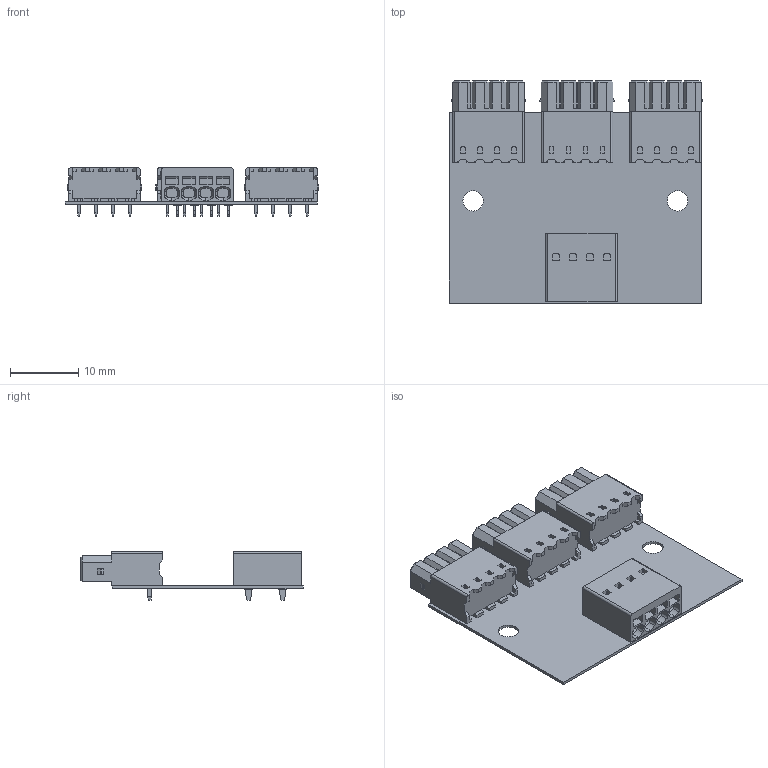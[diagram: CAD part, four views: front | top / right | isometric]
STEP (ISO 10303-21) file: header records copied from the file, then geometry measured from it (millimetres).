
FILE_DESCRIPTION(('Open CASCADE Model'),'2;1');
FILE_NAME('Open CASCADE Shape Model','2023-05-08T16:18:00',('Author'),( 'Open CASCADE'),'Open CASCADE STEP processor 7.5','Open CASCADE 7.5' ,'Unknown');
FILE_SCHEMA(('AUTOMOTIVE_DESIGN { 1 0 10303 214 1 1 1 1 }'));
Length unit declared in the file: millimetre
Products named in the file (9): PCB; Board; Open CASCADE STEP translator 7.5 2.1.1; J4; 1814511; J3; 1815002; J2; J1
Assembly tree (10 placements, depth 3):
  PCB
    Board
      Open CASCADE STEP translator 7.5 2.1.1
    J4
      1814511
    J3
      1815002
    J2
      1815002
    J1
      1815002
Bounding box: 37.2 x 32.6 x 7.1 mm (x, y, z)
Volume: 2477.1 mm3; surface area: 4219.9 mm2
Topology: 5 solids, 5 shells, 1268 faces, 3090 edges, 1902 vertices
Faces by surface type: plane 872, cylinder 268, cone 128
Full cylindrical faces by diameter (mm): 1 x12, 1.2 x8, 3 x2
Entity records: 24166 total; most frequent: CARTESIAN_POINT 3879, DIRECTION 3332, ORIENTED_EDGE 3196, EDGE_CURVE 1598, LINE 1174, VECTOR 1174, AXIS2_PLACEMENT_3D 1079, VERTEX_POINT 994
